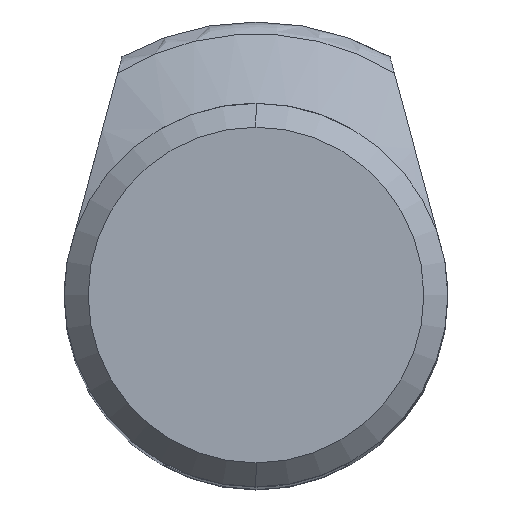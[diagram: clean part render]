
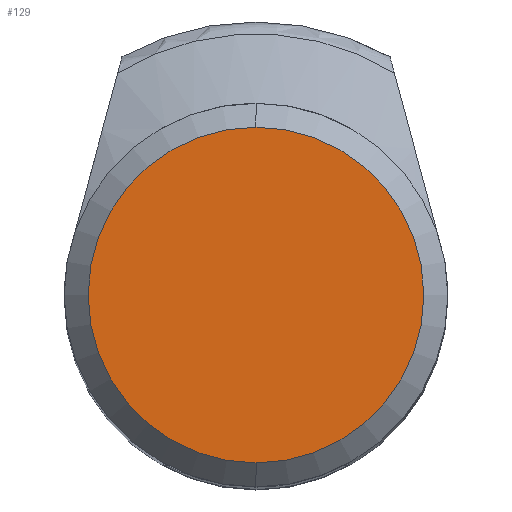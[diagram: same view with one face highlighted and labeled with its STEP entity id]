
A CAD part, top view. The second image highlights one B-rep face of the part: STEP entity #129.
In plain terms, the highlighted planar face has unit normal (0, 0, 1).
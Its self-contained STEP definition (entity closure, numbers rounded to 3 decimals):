
#129=ADVANCED_FACE('',(#162),#142,.T.);
#142=PLANE('',#529);
#162=FACE_OUTER_BOUND('',#188,.T.);
#188=EDGE_LOOP('',(#285,#286));
#285=ORIENTED_EDGE('',*,*,#430,.T.);
#286=ORIENTED_EDGE('',*,*,#377,.T.);
#333=VERTEX_POINT('',#690);
#334=VERTEX_POINT('',#691);
#377=EDGE_CURVE('',#333,#334,#441,.T.);
#430=EDGE_CURVE('',#334,#333,#458,.T.);
#441=CIRCLE('',#500,7.);
#458=CIRCLE('',#528,7.);
#500=AXIS2_PLACEMENT_3D('',#689,#564,#565);
#528=AXIS2_PLACEMENT_3D('',#875,#640,#641);
#529=AXIS2_PLACEMENT_3D('',#876,#642,#643);
#564=DIRECTION('',(0.,0.,1.));
#565=DIRECTION('',(0.,1.,0.));
#640=DIRECTION('',(0.,0.,1.));
#641=DIRECTION('',(0.,1.,0.));
#642=DIRECTION('',(0.,0.,1.));
#643=DIRECTION('',(1.,0.,0.));
#689=CARTESIAN_POINT('',(0.,0.,0.));
#690=CARTESIAN_POINT('',(0.,7.,0.));
#691=CARTESIAN_POINT('',(0.,-7.,0.));
#875=CARTESIAN_POINT('',(0.,0.,0.));
#876=CARTESIAN_POINT('',(0.,11.5,0.));
